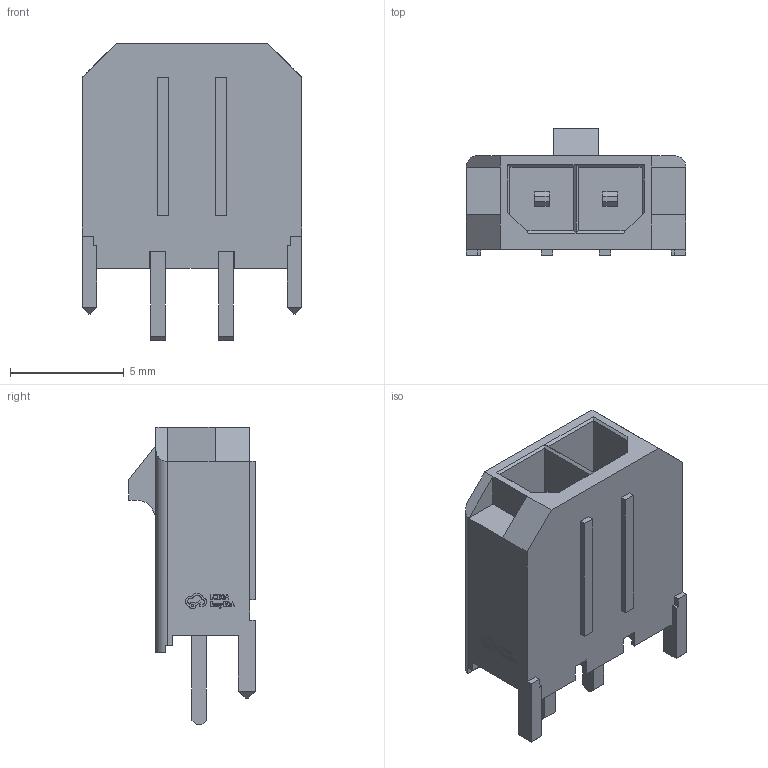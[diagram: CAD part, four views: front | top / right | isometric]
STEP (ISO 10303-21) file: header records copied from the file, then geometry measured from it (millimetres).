
FILE_DESCRIPTION (( 'STEP AP214' ), '1' );
FILE_NAME ('CONN-TH_436500215.step', '2022-08-03T17:14:16', ( '' ), ( '' ), 'SwSTEP 2.0', 'SolidWorks 2020', '' );
FILE_SCHEMA (( 'AUTOMOTIVE_DESIGN' ));
Length unit declared in the file: millimetre
Products named in the file (1): CONN-TH_436500215
Bounding box: 9.65 x 5.57 x 13.08 mm (x, y, z)
Volume: 247.4 mm3; surface area: 589.4 mm2
Topology: 14 solids, 14 shells, 428 faces, 1127 edges, 742 vertices
Faces by surface type: plane 311, bspline 114, cylinder 3
Entity records: 18386 total; most frequent: CARTESIAN_POINT 4666, ORIENTED_EDGE 2254, DIRECTION 1529, EDGE_CURVE 1127, LINE 887, VECTOR 887, VERTEX_POINT 742, EDGE_LOOP 455
